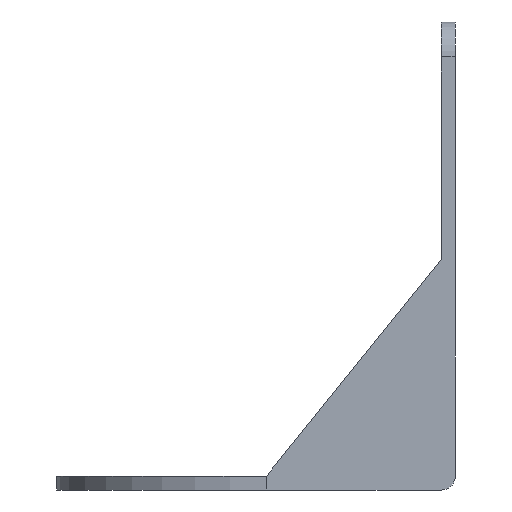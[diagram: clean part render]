
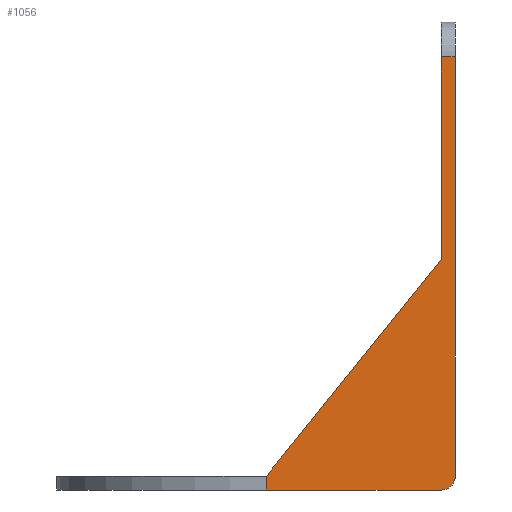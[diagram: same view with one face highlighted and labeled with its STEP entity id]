
A CAD part, left-side view. The second image highlights one B-rep face of the part: STEP entity #1056.
In plain terms, the highlighted planar face has unit normal (-1, 0, 0).
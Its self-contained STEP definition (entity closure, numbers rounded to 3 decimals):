
#66 = AXIS2_PLACEMENT_3D ( 'NONE', #2021, #2205, #685 ) ;
#139 = ORIENTED_EDGE ( 'NONE', *, *, #1967, .F. ) ;
#175 = LINE ( 'NONE', #1141, #2199 ) ;
#191 = EDGE_CURVE ( 'NONE', #1611, #2226, #835, .T. ) ;
#193 = VECTOR ( 'NONE', #2091, 1000. ) ;
#212 = VECTOR ( 'NONE', #380, 1000. ) ;
#230 = CARTESIAN_POINT ( 'NONE',  ( -30., 0., -31.465 ) ) ;
#258 = CARTESIAN_POINT ( 'NONE',  ( -30., 2., 28.465 ) ) ;
#279 = DIRECTION ( 'NONE',  ( 0., 0.628, -0.778 ) ) ;
#283 = ORIENTED_EDGE ( 'NONE', *, *, #2240, .T. ) ;
#292 = EDGE_CURVE ( 'NONE', #1611, #1502, #1865, .T. ) ;
#301 = FACE_OUTER_BOUND ( 'NONE', #1988, .T. ) ;
#317 = PLANE ( 'NONE',  #66 ) ;
#327 = CARTESIAN_POINT ( 'NONE',  ( -30., 2., -33.465 ) ) ;
#380 = DIRECTION ( 'NONE',  ( 0., -1., 0. ) ) ;
#393 = DIRECTION ( 'NONE',  ( 0., 0., -1. ) ) ;
#441 = EDGE_CURVE ( 'NONE', #2226, #1820, #1860, .T. ) ;
#473 = ORIENTED_EDGE ( 'NONE', *, *, #292, .F. ) ;
#533 = LINE ( 'NONE', #1300, #212 ) ;
#622 = VECTOR ( 'NONE', #1499, 1000. ) ;
#685 = DIRECTION ( 'NONE',  ( 0., 0., -1. ) ) ;
#708 = EDGE_CURVE ( 'NONE', #1820, #2439, #175, .T. ) ;
#745 = EDGE_CURVE ( 'NONE', #2439, #1696, #2490, .T. ) ;
#835 = LINE ( 'NONE', #1031, #2237 ) ;
#970 = ORIENTED_EDGE ( 'NONE', *, *, #745, .T. ) ;
#1031 = CARTESIAN_POINT ( 'NONE',  ( -30., 27., -31.465 ) ) ;
#1039 = CARTESIAN_POINT ( 'NONE',  ( -30., 27., -31.465 ) ) ;
#1056 = ADVANCED_FACE ( 'NONE', ( #301 ), #317, .F. ) ;
#1064 = VERTEX_POINT ( 'NONE', #2231 ) ;
#1141 = CARTESIAN_POINT ( 'NONE',  ( -30., 2., -33.465 ) ) ;
#1166 = DIRECTION ( 'NONE',  ( 0., -1., 0. ) ) ;
#1300 = CARTESIAN_POINT ( 'NONE',  ( -30., 2., 28.465 ) ) ;
#1347 = ORIENTED_EDGE ( 'NONE', *, *, #441, .T. ) ;
#1379 = CARTESIAN_POINT ( 'NONE',  ( -30., 2., -0.5 ) ) ;
#1459 = CARTESIAN_POINT ( 'NONE',  ( -30., 0., -33.465 ) ) ;
#1499 = DIRECTION ( 'NONE',  ( 0., 0., -1. ) ) ;
#1502 = VERTEX_POINT ( 'NONE', #258 ) ;
#1596 = AXIS2_PLACEMENT_3D ( 'NONE', #1929, #2470, #393 ) ;
#1611 = VERTEX_POINT ( 'NONE', #1379 ) ;
#1668 = ORIENTED_EDGE ( 'NONE', *, *, #708, .T. ) ;
#1696 = VERTEX_POINT ( 'NONE', #230 ) ;
#1820 = VERTEX_POINT ( 'NONE', #2207 ) ;
#1837 = LINE ( 'NONE', #1459, #2003 ) ;
#1860 = LINE ( 'NONE', #2423, #622 ) ;
#1865 = LINE ( 'NONE', #2258, #193 ) ;
#1929 = CARTESIAN_POINT ( 'NONE',  ( -30., 2., -31.465 ) ) ;
#1967 = EDGE_CURVE ( 'NONE', #1502, #1064, #533, .T. ) ;
#1988 = EDGE_LOOP ( 'NONE', ( #473, #2189, #1347, #1668, #970, #283, #139 ) ) ;
#2003 = VECTOR ( 'NONE', #2409, 1000. ) ;
#2021 = CARTESIAN_POINT ( 'NONE',  ( -30., 2., -33.465 ) ) ;
#2091 = DIRECTION ( 'NONE',  ( 0., 0., 1. ) ) ;
#2189 = ORIENTED_EDGE ( 'NONE', *, *, #191, .T. ) ;
#2199 = VECTOR ( 'NONE', #1166, 1000. ) ;
#2205 = DIRECTION ( 'NONE',  ( 1., 0., 0. ) ) ;
#2207 = CARTESIAN_POINT ( 'NONE',  ( -30., 27., -33.465 ) ) ;
#2226 = VERTEX_POINT ( 'NONE', #1039 ) ;
#2231 = CARTESIAN_POINT ( 'NONE',  ( -30., 0., 28.465 ) ) ;
#2237 = VECTOR ( 'NONE', #279, 1000. ) ;
#2240 = EDGE_CURVE ( 'NONE', #1696, #1064, #1837, .T. ) ;
#2258 = CARTESIAN_POINT ( 'NONE',  ( -30., 2., -33.465 ) ) ;
#2409 = DIRECTION ( 'NONE',  ( 0., 0., 1. ) ) ;
#2423 = CARTESIAN_POINT ( 'NONE',  ( -30., 27., -31.465 ) ) ;
#2439 = VERTEX_POINT ( 'NONE', #327 ) ;
#2470 = DIRECTION ( 'NONE',  ( -1., 0., 0. ) ) ;
#2490 = CIRCLE ( 'NONE', #1596, 2. ) ;
